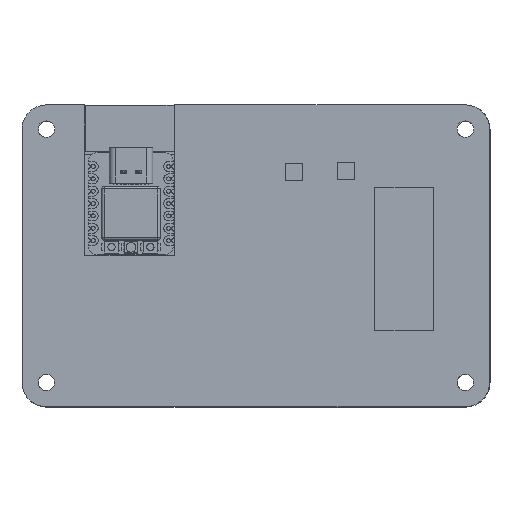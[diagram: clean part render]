
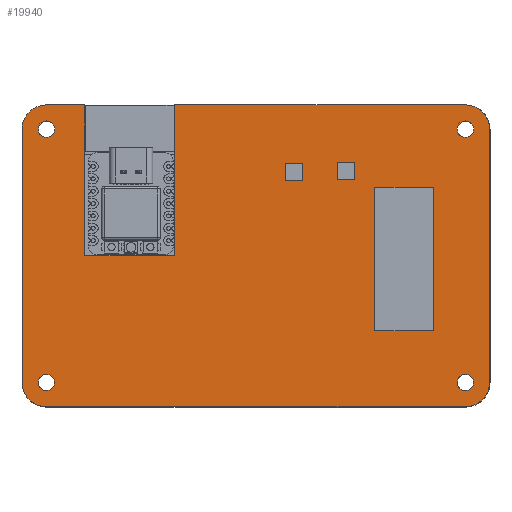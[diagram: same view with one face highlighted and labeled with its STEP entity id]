
A CAD part, top view. The second image highlights one B-rep face of the part: STEP entity #19940.
In plain terms, the highlighted planar face has unit normal (0, 0, 1).
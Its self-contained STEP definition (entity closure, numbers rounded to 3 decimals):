
#285=FACE_BOUND('',#3684,.T.);
#286=FACE_BOUND('',#3685,.T.);
#287=FACE_BOUND('',#3686,.T.);
#288=FACE_BOUND('',#3687,.T.);
#289=FACE_BOUND('',#3688,.T.);
#290=FACE_BOUND('',#3689,.T.);
#291=FACE_BOUND('',#3690,.T.);
#1003=CIRCLE('',#21398,5.);
#1004=CIRCLE('',#21402,5.);
#1005=CIRCLE('',#21405,5.);
#1006=CIRCLE('',#21408,5.);
#1007=CIRCLE('',#21410,1.7);
#1008=CIRCLE('',#21412,1.7);
#1009=CIRCLE('',#21414,1.7);
#1010=CIRCLE('',#21420,1.7);
#2538=FACE_OUTER_BOUND('',#3683,.T.);
#3683=EDGE_LOOP('',(#17982,#17983,#17984,#17985,#17986,#17987,#17988,#17989,
#17990,#17991,#17992,#17993));
#3684=EDGE_LOOP('',(#17994,#17995,#17996,#17997));
#3685=EDGE_LOOP('',(#17998,#17999,#18000,#18001));
#3686=EDGE_LOOP('',(#18002));
#3687=EDGE_LOOP('',(#18003,#18004,#18005,#18006));
#3688=EDGE_LOOP('',(#18007));
#3689=EDGE_LOOP('',(#18008));
#3690=EDGE_LOOP('',(#18009));
#5735=LINE('',#34368,#7836);
#5739=LINE('',#34379,#7840);
#5742=LINE('',#34387,#7843);
#5748=LINE('',#34408,#7849);
#5750=LINE('',#34412,#7851);
#5752=LINE('',#34416,#7853);
#5754=LINE('',#34419,#7855);
#5757=LINE('',#34428,#7858);
#5759=LINE('',#34432,#7860);
#5761=LINE('',#34436,#7862);
#5763=LINE('',#34439,#7864);
#5765=LINE('',#34444,#7866);
#5767=LINE('',#34448,#7868);
#5769=LINE('',#34452,#7870);
#5771=LINE('',#34455,#7872);
#5772=LINE('',#34457,#7873);
#5773=LINE('',#34460,#7874);
#5775=LINE('',#34464,#7876);
#5777=LINE('',#34468,#7878);
#5779=LINE('',#34471,#7880);
#7836=VECTOR('',#26043,10.);
#7840=VECTOR('',#26055,10.);
#7843=VECTOR('',#26064,10.);
#7849=VECTOR('',#26088,10.);
#7851=VECTOR('',#26092,10.);
#7853=VECTOR('',#26096,10.);
#7855=VECTOR('',#26100,10.);
#7858=VECTOR('',#26109,10.);
#7860=VECTOR('',#26113,10.);
#7862=VECTOR('',#26117,10.);
#7864=VECTOR('',#26121,10.);
#7866=VECTOR('',#26125,10.);
#7868=VECTOR('',#26129,10.);
#7870=VECTOR('',#26133,10.);
#7872=VECTOR('',#26137,10.);
#7873=VECTOR('',#26140,10.);
#7874=VECTOR('',#26143,10.);
#7876=VECTOR('',#26147,10.);
#7878=VECTOR('',#26151,10.);
#7880=VECTOR('',#26155,10.);
#9691=VERTEX_POINT('',#34360);
#9692=VERTEX_POINT('',#34361);
#9693=VERTEX_POINT('',#34366);
#9694=VERTEX_POINT('',#34371);
#9695=VERTEX_POINT('',#34372);
#9696=VERTEX_POINT('',#34377);
#9697=VERTEX_POINT('',#34381);
#9698=VERTEX_POINT('',#34382);
#9699=VERTEX_POINT('',#34389);
#9700=VERTEX_POINT('',#34393);
#9701=VERTEX_POINT('',#34397);
#9702=VERTEX_POINT('',#34401);
#9703=VERTEX_POINT('',#34405);
#9704=VERTEX_POINT('',#34407);
#9705=VERTEX_POINT('',#34411);
#9706=VERTEX_POINT('',#34415);
#9707=VERTEX_POINT('',#34421);
#9708=VERTEX_POINT('',#34425);
#9709=VERTEX_POINT('',#34427);
#9710=VERTEX_POINT('',#34431);
#9711=VERTEX_POINT('',#34435);
#9712=VERTEX_POINT('',#34441);
#9713=VERTEX_POINT('',#34443);
#9714=VERTEX_POINT('',#34447);
#9715=VERTEX_POINT('',#34451);
#9716=VERTEX_POINT('',#34459);
#9717=VERTEX_POINT('',#34463);
#9718=VERTEX_POINT('',#34467);
#12436=EDGE_CURVE('',#9691,#9692,#1003,.T.);
#12440=EDGE_CURVE('',#9691,#9693,#5735,.T.);
#12441=EDGE_CURVE('',#9694,#9695,#1004,.T.);
#12445=EDGE_CURVE('',#9694,#9696,#5739,.T.);
#12446=EDGE_CURVE('',#9697,#9698,#1005,.T.);
#12449=EDGE_CURVE('',#9697,#9692,#5742,.T.);
#12450=EDGE_CURVE('',#9699,#9696,#1006,.T.);
#12453=EDGE_CURVE('',#9700,#9700,#1007,.T.);
#12455=EDGE_CURVE('',#9701,#9701,#1008,.T.);
#12457=EDGE_CURVE('',#9702,#9702,#1009,.T.);
#12459=EDGE_CURVE('',#9704,#9703,#5748,.T.);
#12461=EDGE_CURVE('',#9705,#9704,#5750,.T.);
#12463=EDGE_CURVE('',#9706,#9705,#5752,.T.);
#12465=EDGE_CURVE('',#9703,#9706,#5754,.T.);
#12467=EDGE_CURVE('',#9707,#9707,#1010,.T.);
#12469=EDGE_CURVE('',#9709,#9708,#5757,.T.);
#12471=EDGE_CURVE('',#9710,#9709,#5759,.T.);
#12473=EDGE_CURVE('',#9711,#9710,#5761,.T.);
#12475=EDGE_CURVE('',#9708,#9711,#5763,.T.);
#12477=EDGE_CURVE('',#9713,#9712,#5765,.T.);
#12479=EDGE_CURVE('',#9714,#9713,#5767,.T.);
#12481=EDGE_CURVE('',#9715,#9714,#5769,.T.);
#12483=EDGE_CURVE('',#9712,#9715,#5771,.T.);
#12484=EDGE_CURVE('',#9699,#9698,#5772,.T.);
#12485=EDGE_CURVE('',#9716,#9695,#5773,.T.);
#12487=EDGE_CURVE('',#9717,#9716,#5775,.T.);
#12489=EDGE_CURVE('',#9718,#9717,#5777,.T.);
#12491=EDGE_CURVE('',#9693,#9718,#5779,.T.);
#17982=ORIENTED_EDGE('',*,*,#12436,.F.);
#17983=ORIENTED_EDGE('',*,*,#12440,.T.);
#17984=ORIENTED_EDGE('',*,*,#12491,.T.);
#17985=ORIENTED_EDGE('',*,*,#12489,.T.);
#17986=ORIENTED_EDGE('',*,*,#12487,.T.);
#17987=ORIENTED_EDGE('',*,*,#12485,.T.);
#17988=ORIENTED_EDGE('',*,*,#12441,.F.);
#17989=ORIENTED_EDGE('',*,*,#12445,.T.);
#17990=ORIENTED_EDGE('',*,*,#12450,.F.);
#17991=ORIENTED_EDGE('',*,*,#12484,.T.);
#17992=ORIENTED_EDGE('',*,*,#12446,.F.);
#17993=ORIENTED_EDGE('',*,*,#12449,.T.);
#17994=ORIENTED_EDGE('',*,*,#12483,.T.);
#17995=ORIENTED_EDGE('',*,*,#12481,.T.);
#17996=ORIENTED_EDGE('',*,*,#12479,.T.);
#17997=ORIENTED_EDGE('',*,*,#12477,.T.);
#17998=ORIENTED_EDGE('',*,*,#12475,.T.);
#17999=ORIENTED_EDGE('',*,*,#12473,.T.);
#18000=ORIENTED_EDGE('',*,*,#12471,.T.);
#18001=ORIENTED_EDGE('',*,*,#12469,.T.);
#18002=ORIENTED_EDGE('',*,*,#12467,.T.);
#18003=ORIENTED_EDGE('',*,*,#12465,.T.);
#18004=ORIENTED_EDGE('',*,*,#12463,.T.);
#18005=ORIENTED_EDGE('',*,*,#12461,.T.);
#18006=ORIENTED_EDGE('',*,*,#12459,.T.);
#18007=ORIENTED_EDGE('',*,*,#12457,.T.);
#18008=ORIENTED_EDGE('',*,*,#12455,.T.);
#18009=ORIENTED_EDGE('',*,*,#12453,.T.);
#18869=PLANE('',#21434);
#19940=ADVANCED_FACE('',(#2538,#285,#286,#287,#288,#289,#290,#291),#18869,
 .T.);
#21398=AXIS2_PLACEMENT_3D('',#34362,#26036,#26037);
#21402=AXIS2_PLACEMENT_3D('',#34373,#26048,#26049);
#21405=AXIS2_PLACEMENT_3D('',#34383,#26058,#26059);
#21408=AXIS2_PLACEMENT_3D('',#34390,#26067,#26068);
#21410=AXIS2_PLACEMENT_3D('',#34395,#26073,#26074);
#21412=AXIS2_PLACEMENT_3D('',#34399,#26078,#26079);
#21414=AXIS2_PLACEMENT_3D('',#34403,#26083,#26084);
#21420=AXIS2_PLACEMENT_3D('',#34423,#26104,#26105);
#21434=AXIS2_PLACEMENT_3D('',#34472,#26156,#26157);
#26036=DIRECTION('center_axis',(0.,0.,-1.));
#26037=DIRECTION('ref_axis',(0.707,0.707,0.));
#26043=DIRECTION('',(-1.,0.,0.));
#26048=DIRECTION('center_axis',(0.,0.,-1.));
#26049=DIRECTION('ref_axis',(-0.707,0.707,0.));
#26055=DIRECTION('',(0.,-1.,0.));
#26058=DIRECTION('center_axis',(0.,0.,-1.));
#26059=DIRECTION('ref_axis',(0.707,-0.707,0.));
#26064=DIRECTION('',(0.,1.,0.));
#26067=DIRECTION('center_axis',(0.,0.,-1.));
#26068=DIRECTION('ref_axis',(-0.707,-0.707,0.));
#26073=DIRECTION('center_axis',(0.,0.,-1.));
#26074=DIRECTION('ref_axis',(1.,0.,0.));
#26078=DIRECTION('center_axis',(0.,0.,-1.));
#26079=DIRECTION('ref_axis',(1.,0.,0.));
#26083=DIRECTION('center_axis',(0.,0.,-1.));
#26084=DIRECTION('ref_axis',(1.,0.,0.));
#26088=DIRECTION('',(0.,-1.,0.));
#26092=DIRECTION('',(1.,0.,0.));
#26096=DIRECTION('',(0.,1.,0.));
#26100=DIRECTION('',(-1.,0.,0.));
#26104=DIRECTION('center_axis',(0.,0.,-1.));
#26105=DIRECTION('ref_axis',(1.,0.,0.));
#26109=DIRECTION('',(0.,-1.,0.));
#26113=DIRECTION('',(1.,0.,0.));
#26117=DIRECTION('',(0.,1.,0.));
#26121=DIRECTION('',(-1.,0.,0.));
#26125=DIRECTION('',(0.,1.,0.));
#26129=DIRECTION('',(-1.,0.,0.));
#26133=DIRECTION('',(0.,-1.,0.));
#26137=DIRECTION('',(1.,0.,0.));
#26140=DIRECTION('',(1.,0.,0.));
#26143=DIRECTION('',(-1.,0.,0.));
#26147=DIRECTION('',(0.,1.,0.));
#26151=DIRECTION('',(-1.,0.,0.));
#26155=DIRECTION('',(0.,-1.,0.));
#26156=DIRECTION('center_axis',(0.,0.,1.));
#26157=DIRECTION('ref_axis',(1.,0.,0.));
#34360=CARTESIAN_POINT('',(78.847,-6.353,1.5));
#34361=CARTESIAN_POINT('',(83.847,-11.353,1.5));
#34362=CARTESIAN_POINT('Origin',(78.847,-11.353,1.5));
#34366=CARTESIAN_POINT('',(19.115,-6.353,1.5));
#34368=CARTESIAN_POINT('',(-12.278,-6.353,1.5));
#34371=CARTESIAN_POINT('',(-12.278,-11.353,1.5));
#34372=CARTESIAN_POINT('',(-7.278,-6.353,1.5));
#34373=CARTESIAN_POINT('Origin',(-7.278,-11.353,1.5));
#34377=CARTESIAN_POINT('',(-12.278,-63.428,1.5));
#34379=CARTESIAN_POINT('',(-12.278,-68.428,1.5));
#34381=CARTESIAN_POINT('',(83.847,-63.428,1.5));
#34382=CARTESIAN_POINT('',(78.847,-68.428,1.5));
#34383=CARTESIAN_POINT('Origin',(78.847,-63.428,1.5));
#34387=CARTESIAN_POINT('',(83.847,-6.353,1.5));
#34389=CARTESIAN_POINT('',(-7.278,-68.428,1.5));
#34390=CARTESIAN_POINT('Origin',(-7.278,-63.428,1.5));
#34393=CARTESIAN_POINT('',(77.147,-11.353,1.5));
#34395=CARTESIAN_POINT('Origin',(78.847,-11.353,1.5));
#34397=CARTESIAN_POINT('',(77.147,-63.428,1.5));
#34399=CARTESIAN_POINT('Origin',(78.847,-63.428,1.5));
#34401=CARTESIAN_POINT('',(-8.978,-11.353,1.5));
#34403=CARTESIAN_POINT('Origin',(-7.278,-11.353,1.5));
#34405=CARTESIAN_POINT('',(56.059,-21.784,1.5));
#34407=CARTESIAN_POINT('',(56.059,-18.284,1.5));
#34408=CARTESIAN_POINT('',(56.059,-18.284,1.5));
#34411=CARTESIAN_POINT('',(52.559,-18.284,1.5));
#34412=CARTESIAN_POINT('',(52.559,-18.284,1.5));
#34415=CARTESIAN_POINT('',(52.559,-21.784,1.5));
#34416=CARTESIAN_POINT('',(52.559,-21.784,1.5));
#34419=CARTESIAN_POINT('',(56.059,-21.784,1.5));
#34421=CARTESIAN_POINT('',(-8.978,-63.428,1.5));
#34423=CARTESIAN_POINT('Origin',(-7.278,-63.428,1.5));
#34425=CARTESIAN_POINT('',(72.26,-52.759,1.5));
#34427=CARTESIAN_POINT('',(72.26,-23.259,1.5));
#34428=CARTESIAN_POINT('',(72.26,-23.259,1.5));
#34431=CARTESIAN_POINT('',(60.26,-23.259,1.5));
#34432=CARTESIAN_POINT('',(60.26,-23.259,1.5));
#34435=CARTESIAN_POINT('',(60.26,-52.759,1.5));
#34436=CARTESIAN_POINT('',(60.26,-52.759,1.5));
#34439=CARTESIAN_POINT('',(72.26,-52.759,1.5));
#34441=CARTESIAN_POINT('',(41.909,-18.309,1.5));
#34443=CARTESIAN_POINT('',(41.909,-21.809,1.5));
#34444=CARTESIAN_POINT('',(41.909,-21.809,1.5));
#34447=CARTESIAN_POINT('',(45.409,-21.809,1.5));
#34448=CARTESIAN_POINT('',(45.409,-21.809,1.5));
#34451=CARTESIAN_POINT('',(45.409,-18.309,1.5));
#34452=CARTESIAN_POINT('',(45.409,-18.309,1.5));
#34455=CARTESIAN_POINT('',(41.909,-18.309,1.5));
#34457=CARTESIAN_POINT('',(83.847,-68.428,1.5));
#34459=CARTESIAN_POINT('',(0.615,-6.353,1.5));
#34460=CARTESIAN_POINT('',(-12.278,-6.353,1.5));
#34463=CARTESIAN_POINT('',(0.615,-37.353,1.5));
#34464=CARTESIAN_POINT('',(0.615,-37.353,1.5));
#34467=CARTESIAN_POINT('',(19.115,-37.353,1.5));
#34468=CARTESIAN_POINT('',(19.115,-37.353,1.5));
#34471=CARTESIAN_POINT('',(19.115,-6.353,1.5));
#34472=CARTESIAN_POINT('Origin',(35.785,-37.391,1.5));
